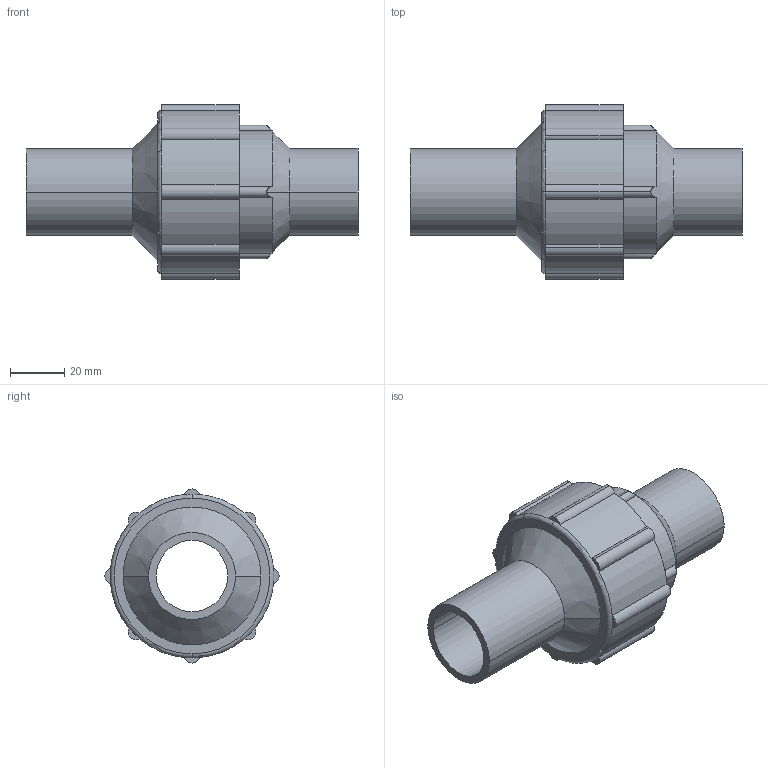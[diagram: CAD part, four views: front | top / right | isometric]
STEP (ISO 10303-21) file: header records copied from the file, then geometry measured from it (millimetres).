
FILE_DESCRIPTION( ( '' ), '1' );
FILE_NAME( 'AGRU_11024013211_PPR_grau_Verschraubung_Typ_24_32X2_9__SDR11__ISO_S-5_10.stp', '2018-02-08T14:28:15', ( '' ), ( '' ), ' ', ' ', ' ' );
FILE_SCHEMA( ( 'automotive_design' ) );
Length unit declared in the file: millimetre
Products named in the file (1): 1
Bounding box: 122 x 63.98 x 64 mm (x, y, z)
Volume: 112922.3 mm3; surface area: 29814.4 mm2
Topology: 1 solids, 1 shells, 60 faces, 149 edges, 93 vertices
Faces by surface type: cylinder 42, plane 12, cone 4, torus 2
Entity records: 3806 total; most frequent: CARTESIAN_POINT 603, DIRECTION 350, STYLED_ITEM 303, PRESENTATION_STYLE_ASSIGNMENT 303, COLOUR_RGB 303, ORIENTED_EDGE 298, AXIS2_PLACEMENT_3D 152, EDGE_CURVE 149
